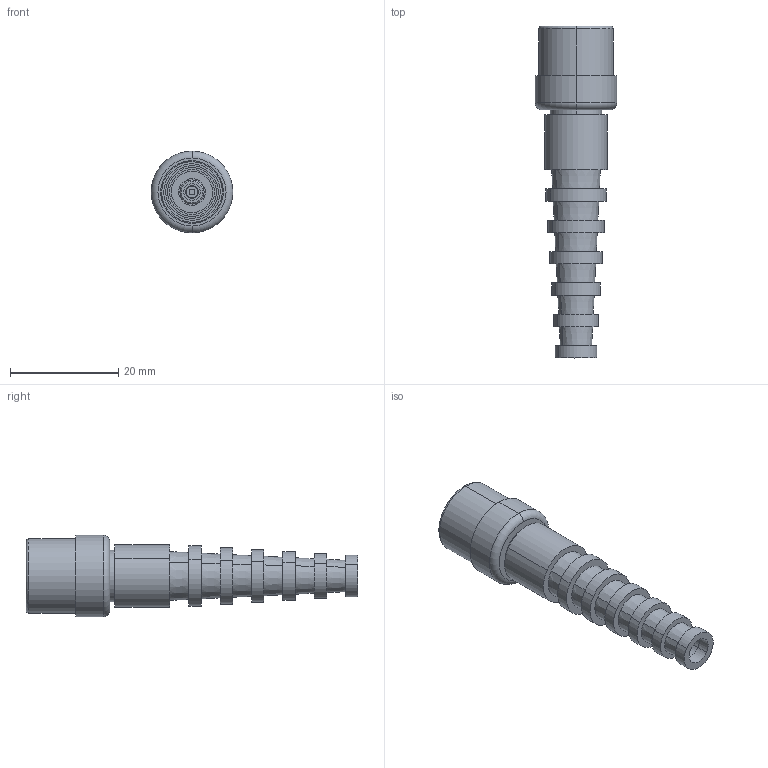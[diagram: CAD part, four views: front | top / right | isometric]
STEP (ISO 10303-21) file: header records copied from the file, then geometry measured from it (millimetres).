
FILE_DESCRIPTION (( 'STEP AP203' ), '1' );
FILE_NAME ('BIF-83.STEP', '2006-06-30T19:39:56', ( ' ' ), ( ' ' ), 'SwSTEP 2.0', 'SolidWorks 2005354', '' );
FILE_SCHEMA (( 'CONFIG_CONTROL_DESIGN' ));
Length unit declared in the file: inch
Products named in the file (5): BIF-83; BIF-83-MA3; BIF-83-MA1; BIF-83-MA2; BIF-83-MA4
Assembly tree (4 placements, depth 2):
  BIF-83
    BIF-83-MA1
    BIF-83-MA3
    BIF-83-MA2
    BIF-83-MA4
Bounding box: 15.11 x 61.34 x 15.11 mm (x, y, z)
Volume: 3540.2 mm3; surface area: 5530.5 mm2
Topology: 4 solids, 4 shells, 156 faces, 346 edges, 221 vertices
Faces by surface type: plane 63, cylinder 56, cone 21, torus 16
Entity records: 4926 total; most frequent: DIRECTION 867, CARTESIAN_POINT 742, ORIENTED_EDGE 692, AXIS2_PLACEMENT_3D 362, EDGE_CURVE 346, VERTEX_POINT 221, CIRCLE 199, EDGE_LOOP 185
